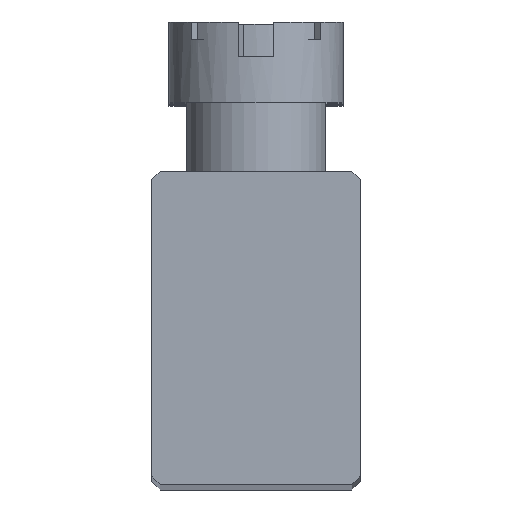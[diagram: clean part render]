
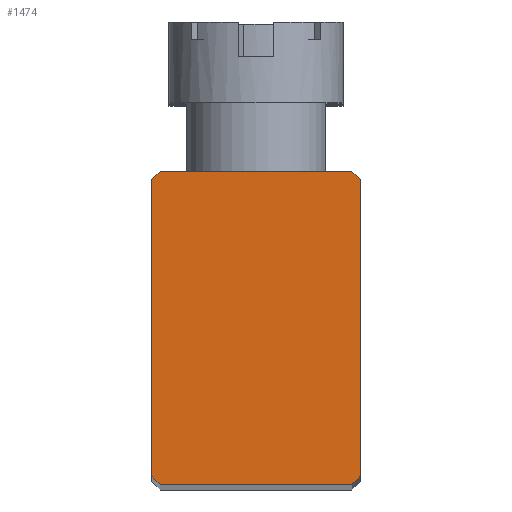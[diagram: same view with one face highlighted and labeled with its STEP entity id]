
A CAD part, top view. The second image highlights one B-rep face of the part: STEP entity #1474.
In plain terms, the highlighted planar face has unit normal (0, 0, 1).
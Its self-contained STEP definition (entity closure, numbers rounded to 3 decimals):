
#2 = EDGE_CURVE ( 'NONE', #2861, #2524, #5844, .T. ) ;
#113 = VECTOR ( 'NONE', #256, 1000. ) ;
#120 = VECTOR ( 'NONE', #4190, 1000. ) ;
#127 = VERTEX_POINT ( 'NONE', #2630 ) ;
#203 = VERTEX_POINT ( 'NONE', #3796 ) ;
#256 = DIRECTION ( 'NONE',  ( 0.707, 0.707, 0. ) ) ;
#270 = EDGE_CURVE ( 'NONE', #3696, #4192, #5351, .T. ) ;
#433 = EDGE_CURVE ( 'NONE', #1471, #127, #5095, .T. ) ;
#537 = CARTESIAN_POINT ( 'NONE',  ( -3., -4.5, 45. ) ) ;
#563 = EDGE_CURVE ( 'NONE', #203, #5641, #4781, .T. ) ;
#605 = EDGE_CURVE ( 'NONE', #4192, #203, #4660, .T. ) ;
#610 = EDGE_CURVE ( 'NONE', #5641, #1471, #4563, .T. ) ;
#618 = EDGE_CURVE ( 'NONE', #127, #2861, #6284, .T. ) ;
#628 = EDGE_CURVE ( 'NONE', #2524, #3696, #4551, .T. ) ;
#756 = DIRECTION ( 'NONE',  ( -0.707, 0.707, 0. ) ) ;
#840 = DIRECTION ( 'NONE',  ( 0., 1., 0. ) ) ;
#906 = CARTESIAN_POINT ( 'NONE',  ( -3., 4.25, 45. ) ) ;
#1098 = CARTESIAN_POINT ( 'NONE',  ( 3., -4.25, 45. ) ) ;
#1181 = CARTESIAN_POINT ( 'NONE',  ( -3., 4.5, 45. ) ) ;
#1392 = CARTESIAN_POINT ( 'NONE',  ( 4.375, 2.875, 45. ) ) ;
#1396 = FACE_OUTER_BOUND ( 'NONE', #2072, .T. ) ;
#1471 = VERTEX_POINT ( 'NONE', #1098 ) ;
#1474 = ADVANCED_FACE ( 'NONE', ( #1396 ), #1697, .T. ) ;
#1697 = PLANE ( 'NONE',  #2226 ) ;
#1720 = DIRECTION ( 'NONE',  ( 0., 0., 1. ) ) ;
#1804 = DIRECTION ( 'NONE',  ( 0., -1., 0. ) ) ;
#1891 = CARTESIAN_POINT ( 'NONE',  ( -3., 4.5, 45. ) ) ;
#2072 = EDGE_LOOP ( 'NONE', ( #2730, #2737, #2741, #2779, #2785, #2809, #2819, #2824 ) ) ;
#2226 = AXIS2_PLACEMENT_3D ( 'NONE', #537, #1720, #5402 ) ;
#2524 = VERTEX_POINT ( 'NONE', #3978 ) ;
#2630 = CARTESIAN_POINT ( 'NONE',  ( 3., 4.25, 45. ) ) ;
#2730 = ORIENTED_EDGE ( 'NONE', *, *, #270, .T. ) ;
#2737 = ORIENTED_EDGE ( 'NONE', *, *, #605, .T. ) ;
#2741 = ORIENTED_EDGE ( 'NONE', *, *, #563, .T. ) ;
#2779 = ORIENTED_EDGE ( 'NONE', *, *, #610, .T. ) ;
#2785 = ORIENTED_EDGE ( 'NONE', *, *, #433, .T. ) ;
#2809 = ORIENTED_EDGE ( 'NONE', *, *, #618, .T. ) ;
#2819 = ORIENTED_EDGE ( 'NONE', *, *, #2, .T. ) ;
#2824 = ORIENTED_EDGE ( 'NONE', *, *, #628, .T. ) ;
#2861 = VERTEX_POINT ( 'NONE', #6150 ) ;
#3142 = CARTESIAN_POINT ( 'NONE',  ( -3., -4.5, 45. ) ) ;
#3676 = CARTESIAN_POINT ( 'NONE',  ( -7.375, -0.125, 45. ) ) ;
#3696 = VERTEX_POINT ( 'NONE', #906 ) ;
#3796 = CARTESIAN_POINT ( 'NONE',  ( -2.75, -4.5, 45. ) ) ;
#3978 = CARTESIAN_POINT ( 'NONE',  ( -2.75, 4.5, 45. ) ) ;
#4190 = DIRECTION ( 'NONE',  ( -0.707, -0.707, 0. ) ) ;
#4192 = VERTEX_POINT ( 'NONE', #4442 ) ;
#4442 = CARTESIAN_POINT ( 'NONE',  ( -3., -4.25, 45. ) ) ;
#4551 = LINE ( 'NONE', #3676, #120 ) ;
#4563 = LINE ( 'NONE', #6480, #113 ) ;
#4569 = VECTOR ( 'NONE', #5159, 1000. ) ;
#4651 = VECTOR ( 'NONE', #6439, 1000. ) ;
#4660 = LINE ( 'NONE', #5628, #4569 ) ;
#4781 = LINE ( 'NONE', #3142, #4651 ) ;
#5057 = VECTOR ( 'NONE', #840, 1000. ) ;
#5091 = DIRECTION ( 'NONE',  ( -1., 0., 0. ) ) ;
#5095 = LINE ( 'NONE', #6078, #5057 ) ;
#5159 = DIRECTION ( 'NONE',  ( 0.707, -0.707, 0. ) ) ;
#5325 = VECTOR ( 'NONE', #1804, 1000. ) ;
#5351 = LINE ( 'NONE', #1181, #5325 ) ;
#5402 = DIRECTION ( 'NONE',  ( 1., 0., 0. ) ) ;
#5600 = CARTESIAN_POINT ( 'NONE',  ( 2.75, -4.5, 45. ) ) ;
#5628 = CARTESIAN_POINT ( 'NONE',  ( -2.875, -4.375, 45. ) ) ;
#5641 = VERTEX_POINT ( 'NONE', #5600 ) ;
#5787 = VECTOR ( 'NONE', #5091, 1000. ) ;
#5844 = LINE ( 'NONE', #1891, #5787 ) ;
#6078 = CARTESIAN_POINT ( 'NONE',  ( 3., 4.5, 45. ) ) ;
#6150 = CARTESIAN_POINT ( 'NONE',  ( 2.75, 4.5, 45. ) ) ;
#6282 = VECTOR ( 'NONE', #756, 1000. ) ;
#6284 = LINE ( 'NONE', #1392, #6282 ) ;
#6439 = DIRECTION ( 'NONE',  ( 1., 0., 0. ) ) ;
#6480 = CARTESIAN_POINT ( 'NONE',  ( -0.125, -7.375, 45. ) ) ;
